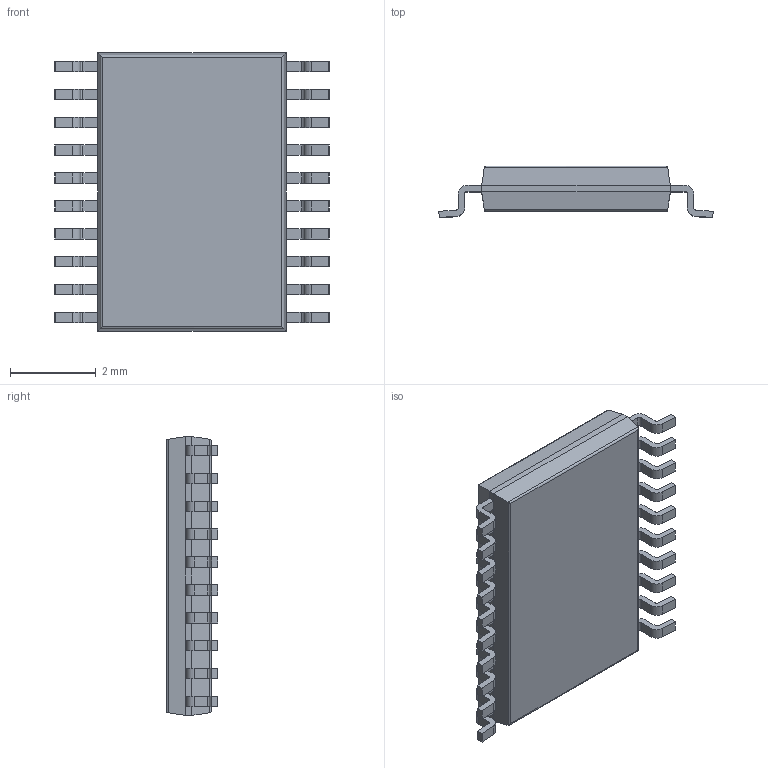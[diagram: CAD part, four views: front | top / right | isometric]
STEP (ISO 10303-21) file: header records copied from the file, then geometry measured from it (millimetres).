
FILE_DESCRIPTION (( 'STEP AP214' ), '1' );
FILE_NAME ('STM32G030F6P6.STEP', '2023-01-18T23:24:03', ( '' ), ( '' ), 'SwSTEP 2.0', 'SolidWorks 2021', '' );
FILE_SCHEMA (( 'AUTOMOTIVE_DESIGN' ));
Length unit declared in the file: millimetre
Products named in the file (1): STM32G030F6P6
Bounding box: 6.4 x 1.2 x 6.5 mm (x, y, z)
Volume: 30.4 mm3; surface area: 102.2 mm2
Topology: 22 solids, 22 shells, 309 faces, 776 edges, 512 vertices
Faces by surface type: plane 217, cylinder 92
Entity records: 9413 total; most frequent: CARTESIAN_POINT 1622, DIRECTION 1556, ORIENTED_EDGE 1552, EDGE_CURVE 776, LINE 600, VECTOR 600, VERTEX_POINT 512, AXIS2_PLACEMENT_3D 478
